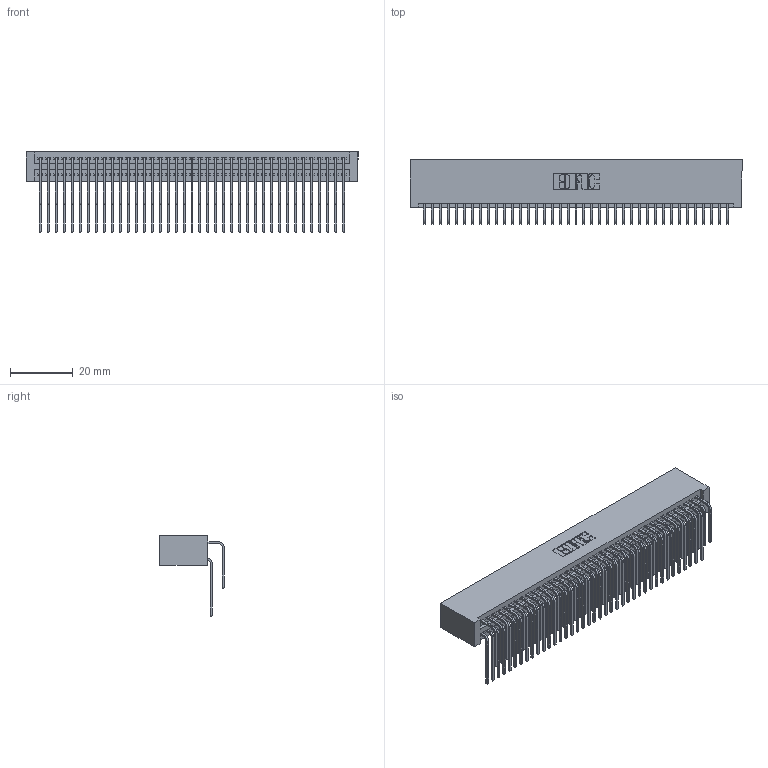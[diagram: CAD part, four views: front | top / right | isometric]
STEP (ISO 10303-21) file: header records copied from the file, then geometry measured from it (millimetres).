
FILE_DESCRIPTION (( 'STEP AP203' ), '1' );
FILE_NAME ('345-078-559-201.STEP', '2019-10-31T17:10:02', ( '' ), ( '' ), 'SwSTEP 2.0', 'SolidWorks 2016', '' );
FILE_SCHEMA (( 'CONFIG_CONTROL_DESIGN' ));
Length unit declared in the file: inch
Products named in the file (4): 345-078-559-201; 345 Part_No Mounting Lugs; 345-292-001_559 Tail - 2; 345-292-001_558 559 Tail - 1
Assembly tree (79 placements, depth 2):
  345-078-559-201
    345 Part_No Mounting Lugs
    345-292-001_558 559 Tail - 1  x39
    345-292-001_559 Tail - 2  x39
Bounding box: 105.66 x 20.56 x 25.53 mm (x, y, z)
Volume: 11302.3 mm3; surface area: 19067.8 mm2
Topology: 79 solids, 79 shells, 4174 faces, 12407 edges, 8166 vertices
Faces by surface type: plane 2806, cylinder 1368
Entity records: 32379 total; most frequent: CARTESIAN_POINT 5475, ORIENTED_EDGE 5358, DIRECTION 4799, EDGE_CURVE 2679, LINE 2359, VECTOR 2359, VERTEX_POINT 1782, AXIS2_PLACEMENT_3D 1220
